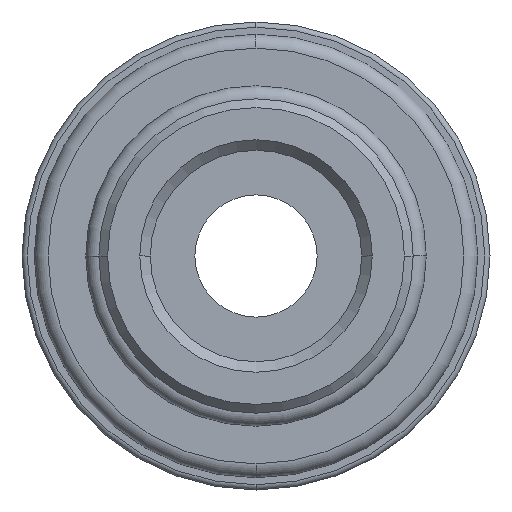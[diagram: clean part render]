
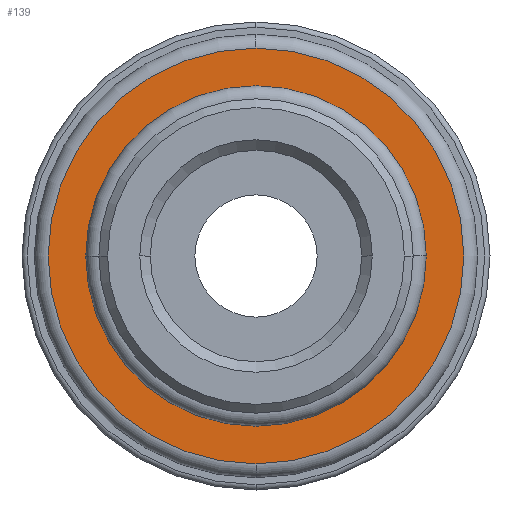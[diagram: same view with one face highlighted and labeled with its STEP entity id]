
A CAD part, front view. The second image highlights one B-rep face of the part: STEP entity #139.
In plain terms, the highlighted planar face has unit normal (0, -1, 0).
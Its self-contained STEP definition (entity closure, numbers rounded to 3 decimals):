
#139=ADVANCED_FACE('',(#339,#340),#341,.T.);
#339=FACE_BOUND('',#608,.T.);
#340=FACE_OUTER_BOUND('',#609,.T.);
#341=PLANE('',#610);
#608=EDGE_LOOP('',(#961,#962,#963));
#609=EDGE_LOOP('',(#964,#965,#966));
#610=AXIS2_PLACEMENT_3D('',#967,#968,#969);
#961=ORIENTED_EDGE('',*,*,#1617,.T.);
#962=ORIENTED_EDGE('',*,*,#1618,.T.);
#963=ORIENTED_EDGE('',*,*,#1619,.T.);
#964=ORIENTED_EDGE('',*,*,#1607,.F.);
#965=ORIENTED_EDGE('',*,*,#1606,.F.);
#966=ORIENTED_EDGE('',*,*,#1599,.F.);
#967=CARTESIAN_POINT('',(10.45,2.5,0.0));
#968=DIRECTION('',(-0.0,-1.0,-0.0));
#969=DIRECTION('',(-1.0,0.0,0.0));
#1599=EDGE_CURVE('',#1922,#1915,#1924,.T.);
#1606=EDGE_CURVE('',#1915,#1935,#1936,.T.);
#1607=EDGE_CURVE('',#1935,#1922,#1937,.T.);
#1617=EDGE_CURVE('',#1951,#1952,#1953,.T.);
#1618=EDGE_CURVE('',#1952,#1954,#1955,.T.);
#1619=EDGE_CURVE('',#1954,#1951,#1956,.T.);
#1915=VERTEX_POINT('',#2392);
#1922=VERTEX_POINT('',#2399);
#1924=CIRCLE('',#2401,11.9);
#1935=VERTEX_POINT('',#2414);
#1936=CIRCLE('',#2415,11.9);
#1937=CIRCLE('',#2416,11.9);
#1951=VERTEX_POINT('',#2430);
#1952=VERTEX_POINT('',#2431);
#1953=CIRCLE('',#2432,9.75);
#1954=VERTEX_POINT('',#2433);
#1955=CIRCLE('',#2434,9.75);
#1956=CIRCLE('',#2435,9.75);
#2392=CARTESIAN_POINT('',(0.,2.5,11.9));
#2399=CARTESIAN_POINT('',(0.,2.5,-11.9));
#2401=AXIS2_PLACEMENT_3D('',#2872,#2873,#2874);
#2414=CARTESIAN_POINT('',(11.9,2.5,0.0));
#2415=AXIS2_PLACEMENT_3D('',#2883,#2884,#2885);
#2416=AXIS2_PLACEMENT_3D('',#2886,#2887,#2888);
#2430=CARTESIAN_POINT('',(0.,2.5,9.75));
#2431=CARTESIAN_POINT('',(9.75,2.5,0.));
#2432=AXIS2_PLACEMENT_3D('',#2910,#2911,#2912);
#2433=CARTESIAN_POINT('',(-9.75,2.5,0.));
#2434=AXIS2_PLACEMENT_3D('',#2913,#2914,#2915);
#2435=AXIS2_PLACEMENT_3D('',#2916,#2917,#2918);
#2872=CARTESIAN_POINT('',(0.0,2.5,0.0));
#2873=DIRECTION('',(-0.0,1.0,0.0));
#2874=DIRECTION('',(1.0,0.0,0.0));
#2883=CARTESIAN_POINT('',(0.0,2.5,0.0));
#2884=DIRECTION('',(-0.0,1.0,0.0));
#2885=DIRECTION('',(1.0,0.0,0.0));
#2886=CARTESIAN_POINT('',(0.0,2.5,0.0));
#2887=DIRECTION('',(-0.0,1.0,0.0));
#2888=DIRECTION('',(1.0,0.0,0.0));
#2910=CARTESIAN_POINT('',(0.0,2.5,0.0));
#2911=DIRECTION('',(0.0,1.0,0.0));
#2912=DIRECTION('',(0.0,0.0,-1.0));
#2913=CARTESIAN_POINT('',(0.0,2.5,0.0));
#2914=DIRECTION('',(0.0,1.0,0.0));
#2915=DIRECTION('',(0.0,0.0,-1.0));
#2916=CARTESIAN_POINT('',(0.0,2.5,0.0));
#2917=DIRECTION('',(0.0,1.0,0.0));
#2918=DIRECTION('',(0.0,0.0,-1.0));
